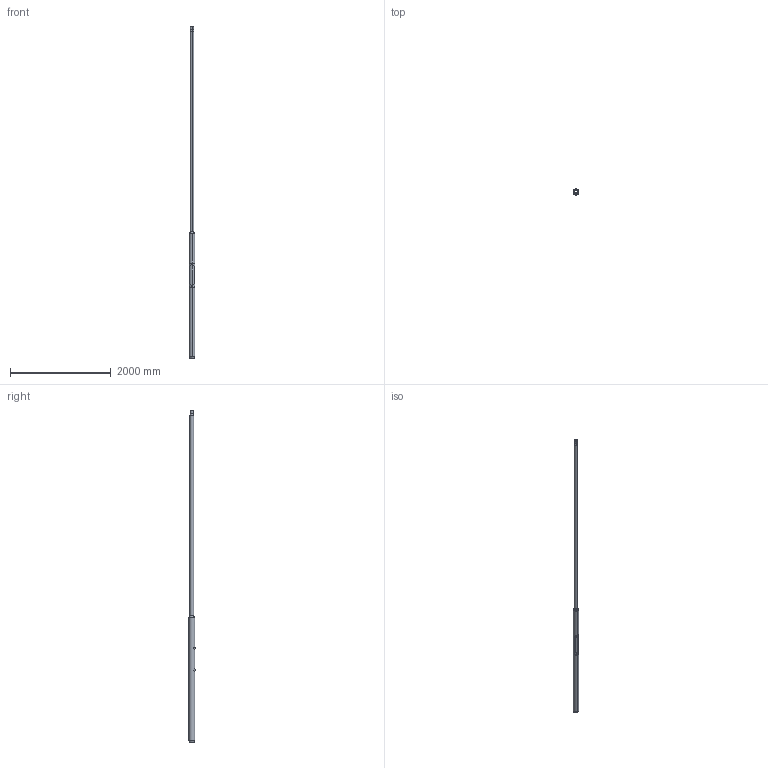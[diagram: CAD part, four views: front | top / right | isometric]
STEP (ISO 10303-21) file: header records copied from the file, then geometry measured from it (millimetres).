
FILE_DESCRIPTION (( 'STEP AP214' ), '1' );
FILE_NAME ('110030KXXX A106SO 4608088 SUORA OLAKEPYLVÄS_3D.step', '2022-05-28T14:43:01', ( '' ), ( '' ), 'SwSTEP 2.0', 'SolidWorks 2021', '' );
FILE_SCHEMA (( 'AUTOMOTIVE_DESIGN' ));
Length unit declared in the file: millimetre
Products named in the file (6): KYTKENTÄAUKON LATTARAUTA_LATTA 4X20X80; 110030KXXX A106SO 4608088 SUORA OLAKEPYLVÄS_3D; 76,1X2,9 PY烼E鵬UTKI-LATVA_76,1X2,9 LATVAPUTKI-4000; YKSI R_KYTKENTÄAUKON LUUKKU_LUUKKU D114,3; 114,3X3,6 PYÖREÄPUTKI-TYVI_114,3X3,6 TYS-LATVA TYVIPUTKI-2500; socket head cap screw_din_DIN 912 M6 x 16 --- 16N
Assembly tree (9 placements, depth 2):
  110030KXXX A106SO 4608088 SUORA OLAKEPYLVÄS_3D
    114,3X3,6 PYÖREÄPUTKI-TYVI_114,3X3,6 TYS-LATVA TYVIPUTKI-2500
    76,1X2,9 PY烼E鵬UTKI-LATVA_76,1X2,9 LATVAPUTKI-4000
    YKSI R_KYTKENTÄAUKON LUUKKU_LUUKKU D114,3
    socket head cap screw_din_DIN 912 M6 x 16 --- 16N  x4
    KYTKENTÄAUKON LATTARAUTA_LATTA 4X20X80  x2
Bounding box: 114.3 x 121.8 x 6600 mm (x, y, z)
Volume: 5840033.7 mm3; surface area: 3696776.5 mm2
Topology: 9 solids, 9 shells, 195 faces, 470 edges, 284 vertices
Faces by surface type: plane 89, cylinder 56, cone 30, torus 20
Entity records: 4584 total; most frequent: CARTESIAN_POINT 1711, ORIENTED_EDGE 552, DIRECTION 544, EDGE_CURVE 276, AXIS2_PLACEMENT_3D 206, VERTEX_POINT 173, LINE 132, VECTOR 132
